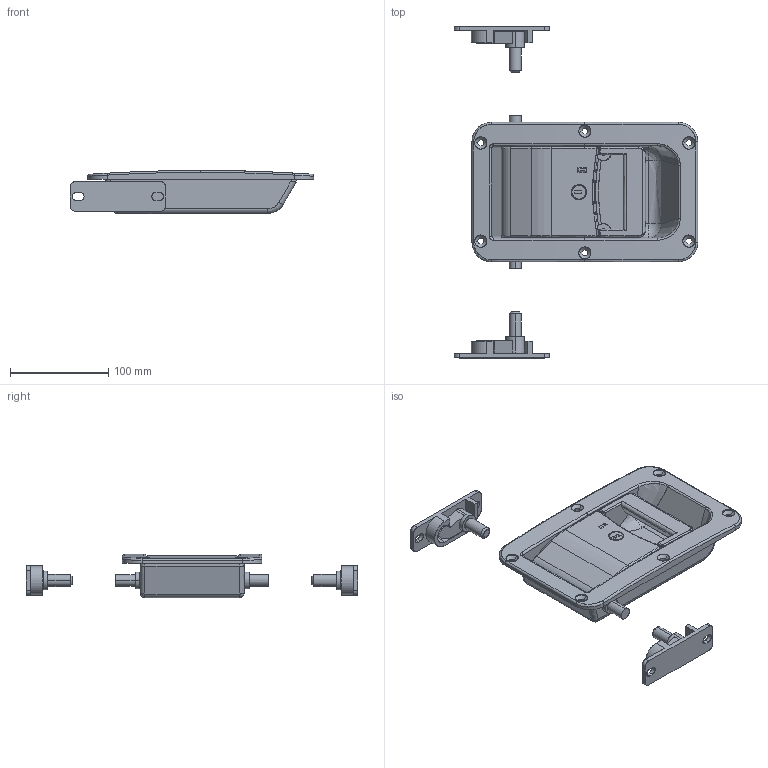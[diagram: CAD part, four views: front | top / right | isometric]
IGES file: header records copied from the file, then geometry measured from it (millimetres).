
Start section: SolidWorks IGES file using analytic representation for surfaces
Global section: file name: FA-816-1-C.IGS,15; native system: HSolidWorks 2008; preprocessor: SolidWorks 2008; author: 10sw; date: 100830.162232; units: millimetre
Bounding box: 248 x 338.18 x 44.14 mm (x, y, z)
Surface area: 201762.5 mm2 (no closed solid volume)
Topology: 0 solids, 0 shells, 599 faces, 7973 edges, 7960 vertices
Faces by surface type: revolution 301, bspline 298
